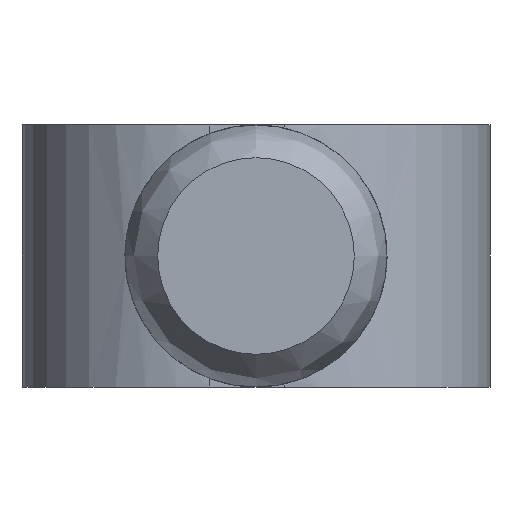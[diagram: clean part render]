
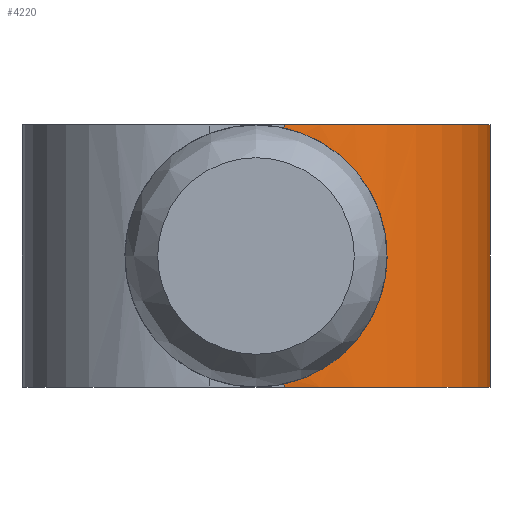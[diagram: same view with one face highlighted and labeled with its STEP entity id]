
A CAD part, left-side view. The second image highlights one B-rep face of the part: STEP entity #4220.
In plain terms, the highlighted cylindrical face has radius 11 mm (diameter 22 mm), a partial arc.
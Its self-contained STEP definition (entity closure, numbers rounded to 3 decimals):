
#25=CYLINDRICAL_SURFACE($,#4393,11.);
#66=CIRCLE($,#4381,11.);
#68=CIRCLE($,#4391,11.);
#132=B_SPLINE_CURVE_WITH_KNOTS($,3,(#6164,#6165,#6166,#6167,#6168,#6169,
#6170,#6171,#6172,#6173,#6174,#6175,#6176,#6177,#6178,#6179,#6180,#6181,
#6182),.UNSPECIFIED.,.F.,.F.,(4,2,2,2,3,2,2,2,4),(-0.925,-0.808,
-0.543,-0.271,0.,0.271,0.543,
0.808,0.925),.UNSPECIFIED.);
#640=FACE_OUTER_BOUND($,#916,.T.);
#916=EDGE_LOOP($,(#3831,#3832,#3833,#3834,#3835,#3836));
#1277=LINE($,#7975,#1640);
#1279=LINE($,#7979,#1642);
#1282=LINE($,#7986,#1645);
#1640=VECTOR($,#5080,0.163);
#1642=VECTOR($,#5084,0.163);
#1645=VECTOR($,#5093,14.);
#1819=VERTEX_POINT($,#6161);
#1820=VERTEX_POINT($,#6163);
#2045=VERTEX_POINT($,#7952);
#2048=VERTEX_POINT($,#7959);
#2051=VERTEX_POINT($,#7977);
#2052=VERTEX_POINT($,#7982);
#2296=EDGE_CURVE($,#1820,#1819,#132,.T.);
#2639=EDGE_CURVE($,#2045,#2048,#66,.T.);
#2645=EDGE_CURVE($,#1820,#2048,#1277,.T.);
#2647=EDGE_CURVE($,#2051,#1819,#1279,.T.);
#2650=EDGE_CURVE($,#2051,#2052,#68,.T.);
#2651=EDGE_CURVE($,#2052,#2045,#1282,.T.);
#3831=ORIENTED_EDGE($,*,*,#2296,.T.);
#3832=ORIENTED_EDGE($,*,*,#2647,.F.);
#3833=ORIENTED_EDGE($,*,*,#2650,.T.);
#3834=ORIENTED_EDGE($,*,*,#2651,.T.);
#3835=ORIENTED_EDGE($,*,*,#2639,.T.);
#3836=ORIENTED_EDGE($,*,*,#2645,.F.);
#4220=ADVANCED_FACE($,(#640),#25,.T.);
#4381=AXIS2_PLACEMENT_3D($,#7961,#5060,#5061);
#4391=AXIS2_PLACEMENT_3D($,#7984,#5089,#5090);
#4393=AXIS2_PLACEMENT_3D($,#7987,#5094,#5095);
#5060=DIRECTION('center_axis',(0.,0.,-1.));
#5061=DIRECTION('ref_axis',(-1.,0.,0.));
#5080=DIRECTION($,(0.,0.,1.));
#5084=DIRECTION($,(0.,0.,1.));
#5089=DIRECTION('center_axis',(0.,0.,1.));
#5090=DIRECTION('ref_axis',(-1.,0.,0.));
#5093=DIRECTION($,(0.,0.,1.));
#5094=DIRECTION('center_axis',(0.,0.,1.));
#5095=DIRECTION('ref_axis',(-1.,0.,0.));
#6161=CARTESIAN_POINT('',(-26.5,-1.5,-6.837));
#6163=CARTESIAN_POINT('',(-26.5,-1.5,6.837));
#6164=CARTESIAN_POINT('Ctrl Pts',(-26.5,-1.5,6.837));
#6165=CARTESIAN_POINT('Ctrl Pts',(-26.5,-1.897,6.75));
#6166=CARTESIAN_POINT('Ctrl Pts',(-26.478,-2.29,6.628));
#6167=CARTESIAN_POINT('Ctrl Pts',(-26.346,-3.524,6.119));
#6168=CARTESIAN_POINT('Ctrl Pts',(-26.157,-4.302,5.588));
#6169=CARTESIAN_POINT('Ctrl Pts',(-25.752,-5.542,4.366));
#6170=CARTESIAN_POINT('Ctrl Pts',(-25.507,-6.086,3.584));
#6171=CARTESIAN_POINT('Ctrl Pts',(-25.139,-6.815,1.854));
#6172=CARTESIAN_POINT('Ctrl Pts',(-25.026,-7.,0.905));
#6173=CARTESIAN_POINT('Ctrl Pts',(-25.026,-7.,0.));
#6174=CARTESIAN_POINT('Ctrl Pts',(-25.026,-7.,-0.905));
#6175=CARTESIAN_POINT('Ctrl Pts',(-25.139,-6.815,-1.854));
#6176=CARTESIAN_POINT('Ctrl Pts',(-25.507,-6.086,-3.584));
#6177=CARTESIAN_POINT('Ctrl Pts',(-25.752,-5.542,-4.366));
#6178=CARTESIAN_POINT('Ctrl Pts',(-26.157,-4.302,-5.588));
#6179=CARTESIAN_POINT('Ctrl Pts',(-26.346,-3.524,-6.119));
#6180=CARTESIAN_POINT('Ctrl Pts',(-26.478,-2.29,-6.628));
#6181=CARTESIAN_POINT('Ctrl Pts',(-26.5,-1.897,-6.75));
#6182=CARTESIAN_POINT('Ctrl Pts',(-26.5,-1.5,-6.837));
#7952=CARTESIAN_POINT('',(-15.5,-12.5,7.));
#7959=CARTESIAN_POINT('',(-26.5,-1.5,7.));
#7961=CARTESIAN_POINT('Origin',(-15.5,-1.5,7.));
#7975=CARTESIAN_POINT($,(-26.5,-1.5,0.));
#7977=CARTESIAN_POINT('',(-26.5,-1.5,-7.));
#7979=CARTESIAN_POINT($,(-26.5,-1.5,0.));
#7982=CARTESIAN_POINT('',(-15.5,-12.5,-7.));
#7984=CARTESIAN_POINT('Origin',(-15.5,-1.5,-7.));
#7986=CARTESIAN_POINT($,(-15.5,-12.5,0.));
#7987=CARTESIAN_POINT('Origin',(-15.5,-1.5,0.));
